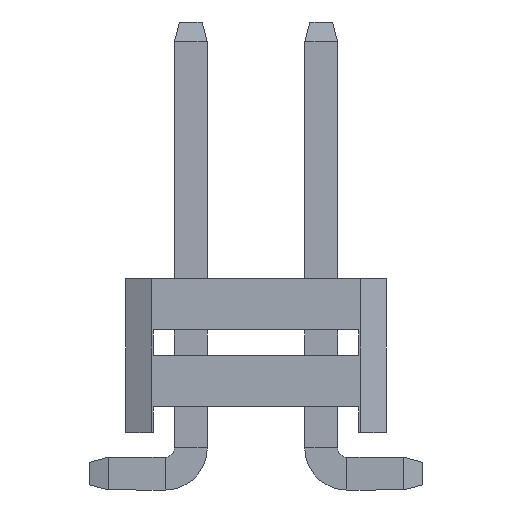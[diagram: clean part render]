
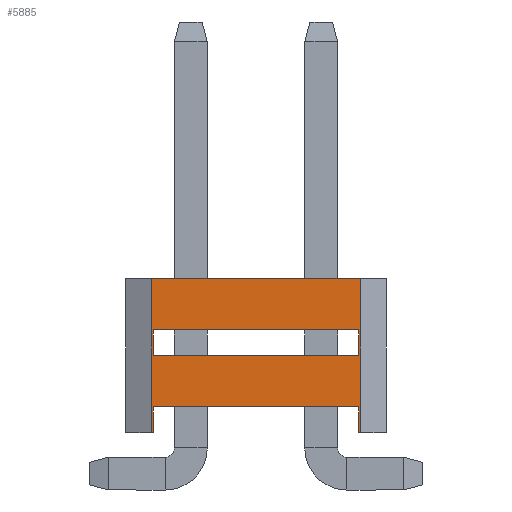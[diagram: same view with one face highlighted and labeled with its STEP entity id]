
A CAD part, left-side view. The second image highlights one B-rep face of the part: STEP entity #5885.
In plain terms, the highlighted planar face has unit normal (-1, 0, 0).
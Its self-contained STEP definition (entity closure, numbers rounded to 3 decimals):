
#115 = CARTESIAN_POINT ( 'NONE',  ( -5.08, -2., 2. ) ) ;
#576 = VERTEX_POINT ( 'NONE', #20045 ) ;
#661 = ORIENTED_EDGE ( 'NONE', *, *, #12851, .F. ) ;
#1047 = ORIENTED_EDGE ( 'NONE', *, *, #13955, .F. ) ;
#1432 = CARTESIAN_POINT ( 'NONE',  ( -5.08, -2.04, 11. ) ) ;
#1453 = CARTESIAN_POINT ( 'NONE',  ( -5.08, -2., 0. ) ) ;
#1571 = EDGE_CURVE ( 'NONE', #7302, #2183, #19675, .T. ) ;
#2007 = CARTESIAN_POINT ( 'NONE',  ( -5.08, -2.54, 0. ) ) ;
#2089 = ORIENTED_EDGE ( 'NONE', *, *, #4141, .F. ) ;
#2096 = CARTESIAN_POINT ( 'NONE',  ( -5.08, -2., 1.5 ) ) ;
#2183 = VERTEX_POINT ( 'NONE', #23521 ) ;
#2372 = AXIS2_PLACEMENT_3D ( 'NONE', #6785, #19981, #12836 ) ;
#2405 = CARTESIAN_POINT ( 'NONE',  ( -5.08, 2., 2. ) ) ;
#2549 = CARTESIAN_POINT ( 'NONE',  ( -5.08, -2.04, 3. ) ) ;
#2760 = VECTOR ( 'NONE', #23815, 1000. ) ;
#2893 = VECTOR ( 'NONE', #6535, 1000. ) ;
#2959 = DIRECTION ( 'NONE',  ( 0., 0., -1. ) ) ;
#3192 = VERTEX_POINT ( 'NONE', #21589 ) ;
#3341 = LINE ( 'NONE', #5395, #2760 ) ;
#4000 = EDGE_CURVE ( 'NONE', #576, #2183, #21181, .T. ) ;
#4141 = EDGE_CURVE ( 'NONE', #11019, #20539, #13058, .T. ) ;
#4822 = DIRECTION ( 'NONE',  ( 0., 1., 0. ) ) ;
#4853 = ORIENTED_EDGE ( 'NONE', *, *, #4000, .T. ) ;
#5395 = CARTESIAN_POINT ( 'NONE',  ( -5.08, 2.04, 3. ) ) ;
#5434 = PLANE ( 'NONE',  #2372 ) ;
#5885 = ADVANCED_FACE ( 'NONE', ( #23605, #12599 ), #5434, .F. ) ;
#6404 = DIRECTION ( 'NONE',  ( 0., -1., 0. ) ) ;
#6519 = LINE ( 'NONE', #19247, #19025 ) ;
#6535 = DIRECTION ( 'NONE',  ( 0., 0., -1. ) ) ;
#6785 = CARTESIAN_POINT ( 'NONE',  ( -5.08, -2.54, 3. ) ) ;
#7238 = ORIENTED_EDGE ( 'NONE', *, *, #16258, .F. ) ;
#7268 = DIRECTION ( 'NONE',  ( 0., 0., 1. ) ) ;
#7302 = VERTEX_POINT ( 'NONE', #13547 ) ;
#7528 = EDGE_CURVE ( 'NONE', #13867, #3192, #11231, .T. ) ;
#7919 = VECTOR ( 'NONE', #2959, 1000. ) ;
#7975 = CARTESIAN_POINT ( 'NONE',  ( -5.08, -2.54, 1.5 ) ) ;
#8040 = ORIENTED_EDGE ( 'NONE', *, *, #13177, .F. ) ;
#8536 = CARTESIAN_POINT ( 'NONE',  ( -5.08, 2., 0. ) ) ;
#9511 = EDGE_LOOP ( 'NONE', ( #661, #15004, #1047, #8040 ) ) ;
#9628 = EDGE_CURVE ( 'NONE', #11019, #576, #3341, .T. ) ;
#9651 = CARTESIAN_POINT ( 'NONE',  ( -5.08, -2., 1.5 ) ) ;
#9791 = VECTOR ( 'NONE', #19246, 1000. ) ;
#9927 = LINE ( 'NONE', #2405, #9791 ) ;
#10140 = VERTEX_POINT ( 'NONE', #2096 ) ;
#10213 = CARTESIAN_POINT ( 'NONE',  ( -5.08, 2., 1.5 ) ) ;
#10236 = VERTEX_POINT ( 'NONE', #10213 ) ;
#10470 = CARTESIAN_POINT ( 'NONE',  ( -5.08, 2.04, 3. ) ) ;
#10706 = ORIENTED_EDGE ( 'NONE', *, *, #7528, .T. ) ;
#11019 = VERTEX_POINT ( 'NONE', #10470 ) ;
#11231 = LINE ( 'NONE', #2007, #18158 ) ;
#11482 = CARTESIAN_POINT ( 'NONE',  ( -5.08, -2., 0.5 ) ) ;
#11541 = VERTEX_POINT ( 'NONE', #17835 ) ;
#11655 = CARTESIAN_POINT ( 'NONE',  ( -5.08, 2., 1.5 ) ) ;
#11894 = DIRECTION ( 'NONE',  ( 0., 0., -1. ) ) ;
#11975 = DIRECTION ( 'NONE',  ( 0., -1., 0. ) ) ;
#12088 = VECTOR ( 'NONE', #13296, 1000. ) ;
#12100 = CARTESIAN_POINT ( 'NONE',  ( -5.08, -2.54, 0. ) ) ;
#12440 = ORIENTED_EDGE ( 'NONE', *, *, #1571, .F. ) ;
#12599 = FACE_OUTER_BOUND ( 'NONE', #13802, .T. ) ;
#12707 = VERTEX_POINT ( 'NONE', #115 ) ;
#12836 = DIRECTION ( 'NONE',  ( 0., 0., -1. ) ) ;
#12851 = EDGE_CURVE ( 'NONE', #10236, #10140, #13550, .T. ) ;
#13058 = LINE ( 'NONE', #20327, #17929 ) ;
#13121 = ORIENTED_EDGE ( 'NONE', *, *, #9628, .T. ) ;
#13177 = EDGE_CURVE ( 'NONE', #10140, #12707, #20675, .T. ) ;
#13296 = DIRECTION ( 'NONE',  ( 0., 0., 1. ) ) ;
#13547 = CARTESIAN_POINT ( 'NONE',  ( -5.08, 2., 0.5 ) ) ;
#13550 = LINE ( 'NONE', #7975, #21353 ) ;
#13802 = EDGE_LOOP ( 'NONE', ( #13121, #4853, #12440, #18534, #18852, #10706, #7238, #2089 ) ) ;
#13867 = VERTEX_POINT ( 'NONE', #20356 ) ;
#13955 = EDGE_CURVE ( 'NONE', #12707, #11541, #9927, .T. ) ;
#14061 = LINE ( 'NONE', #1432, #2893 ) ;
#14551 = LINE ( 'NONE', #1453, #20540 ) ;
#14796 = VECTOR ( 'NONE', #11894, 1000. ) ;
#15004 = ORIENTED_EDGE ( 'NONE', *, *, #22966, .F. ) ;
#15403 = LINE ( 'NONE', #11655, #14796 ) ;
#15594 = VERTEX_POINT ( 'NONE', #11482 ) ;
#16258 = EDGE_CURVE ( 'NONE', #20539, #3192, #14061, .T. ) ;
#17835 = CARTESIAN_POINT ( 'NONE',  ( -5.08, 2., 2. ) ) ;
#17929 = VECTOR ( 'NONE', #22262, 1000. ) ;
#18158 = VECTOR ( 'NONE', #18613, 1000. ) ;
#18534 = ORIENTED_EDGE ( 'NONE', *, *, #22293, .F. ) ;
#18613 = DIRECTION ( 'NONE',  ( 0., -1., 0. ) ) ;
#18852 = ORIENTED_EDGE ( 'NONE', *, *, #23219, .F. ) ;
#19025 = VECTOR ( 'NONE', #4822, 1000. ) ;
#19246 = DIRECTION ( 'NONE',  ( 0., 1., 0. ) ) ;
#19247 = CARTESIAN_POINT ( 'NONE',  ( -5.08, 2., 0.5 ) ) ;
#19461 = VECTOR ( 'NONE', #11975, 1000. ) ;
#19675 = LINE ( 'NONE', #8536, #7919 ) ;
#19981 = DIRECTION ( 'NONE',  ( 1., 0., 0. ) ) ;
#20045 = CARTESIAN_POINT ( 'NONE',  ( -5.08, 2.04, 0. ) ) ;
#20327 = CARTESIAN_POINT ( 'NONE',  ( -5.08, -2.54, 3. ) ) ;
#20356 = CARTESIAN_POINT ( 'NONE',  ( -5.08, -2., 0. ) ) ;
#20539 = VERTEX_POINT ( 'NONE', #2549 ) ;
#20540 = VECTOR ( 'NONE', #7268, 1000. ) ;
#20675 = LINE ( 'NONE', #9651, #12088 ) ;
#21181 = LINE ( 'NONE', #12100, #19461 ) ;
#21353 = VECTOR ( 'NONE', #6404, 1000. ) ;
#21589 = CARTESIAN_POINT ( 'NONE',  ( -5.08, -2.04, 0. ) ) ;
#22262 = DIRECTION ( 'NONE',  ( 0., -1., 0. ) ) ;
#22293 = EDGE_CURVE ( 'NONE', #15594, #7302, #6519, .T. ) ;
#22966 = EDGE_CURVE ( 'NONE', #11541, #10236, #15403, .T. ) ;
#23219 = EDGE_CURVE ( 'NONE', #13867, #15594, #14551, .T. ) ;
#23521 = CARTESIAN_POINT ( 'NONE',  ( -5.08, 2., 0. ) ) ;
#23605 = FACE_BOUND ( 'NONE', #9511, .T. ) ;
#23815 = DIRECTION ( 'NONE',  ( 0., 0., -1. ) ) ;
